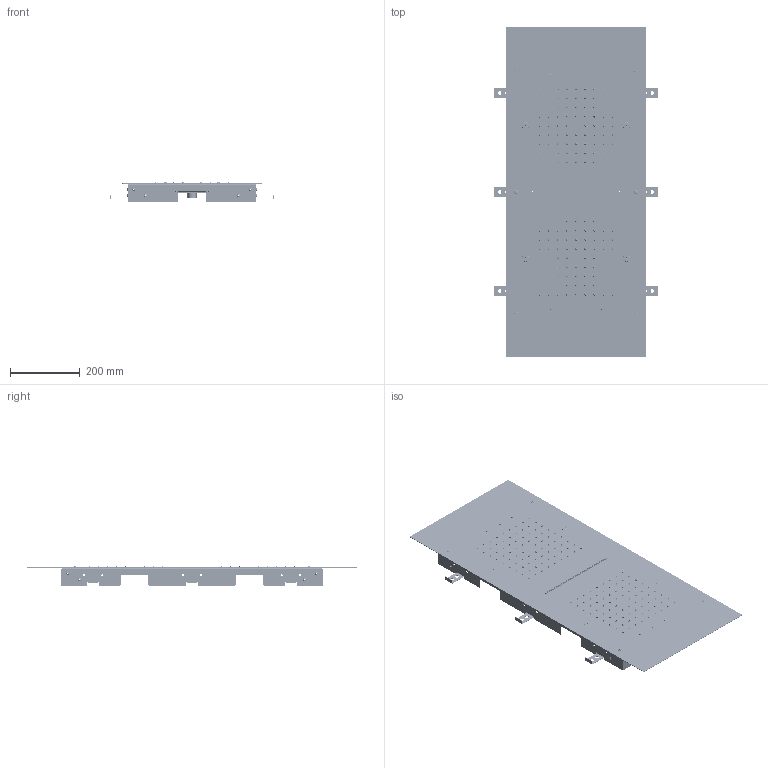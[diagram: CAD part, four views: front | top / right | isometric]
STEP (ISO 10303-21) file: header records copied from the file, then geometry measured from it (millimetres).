
FILE_DESCRIPTION(('STEP AP214'),'1');
FILE_NAME('Art.65253.stp','2023-06-12T05:34:43',(' '),(' '),'Spatial InterOp 3D',' ',' ');
FILE_SCHEMA(('AUTOMOTIVE_DESIGN { 1 0 10303 214 1 1 1 1 }'));
Length unit declared in the file: millimetre
Products named in the file (257): Art.65253; ASSEM1; 21313; S.00104; 21687RT; S.00317; GrR; 21656; 21687; 21684; S.00110; S.00207; S.00340; 21192; 21690; A.00075; GrT.RA070 (Est); A.00081; A.00082; T.RA070; GrCr; 21636; T.00320a; 21689; 21414; T.RA141; 24328; P.00100; 21261; 21688; M.1756; M-20874; M-20876; T.RA003; M-20875; T.RA063; 21691
Assembly tree (400 placements, depth 5):
  Art.65253
    ASSEM1
    21313
    21687RT
      S.00104  x8
        ASSEM1
        (unnamed)
        S.00104
      GrR  x4
        S.00317
          ASSEM1
          S.00317
        21656
      21687  x2
      21684  x2
    S.00110  x13
    S.00207  x13
      ASSEM1
      S.00207
    S.00340  x13
      ASSEM1
      (unnamed)
      (unnamed)
      (unnamed)
      (unnamed)
      (unnamed)
      (unnamed)
      (unnamed)
      (unnamed)
      S.00340
    21192  x3
    21690
    GrT.RA070 (Est)  x4
      A.00075
        ASSEM1
        A.00075
      A.00081
        ASSEM1
        A.00081
      A.00082
      T.RA070
        ASSEM1
        (unnamed)
        T.RA070
    GrCr  x2
      21636
      T.00320a
        ASSEM1
        (unnamed)
        (unnamed)
        (unnamed)
        (unnamed)
        (unnamed)
        (unnamed)
        (unnamed)
        (unnamed)
        (unnamed)
        (unnamed)
        (unnamed)
        (unnamed)
Bounding box: 468 x 950 x 56.3 mm (x, y, z)
Volume: 1274510.7 mm3; surface area: 2150549 mm2
Topology: 277 solids, 277 shells, 6834 faces, 16621 edges, 10741 vertices
Faces by surface type: cylinder 2302, plane 2134, torus 1900, cone 270, sphere 204, bspline 24
Full cylindrical faces by diameter (mm): 0.4 x13, 1 x4, 1.5 x164, 1.7 x160, 2.6 x16, 3.1 x160, 3.3 x173, 4 x13, 4.2 x8, 4.4 x13, 4.5 x4, 4.6 x13, 4.8 x16, 5 x336, 5.2 x40, 6 x28, 6.2 x22, 6.4 x8, 6.5 x4, 6.9 x8, 7 x6, 8 x8, 8.2 x8, 8.566 x4, 9.5 x4, 9.8 x8, 10 x166, 10.2 x8, 10.5 x12, 12 x13
Entity records: 64156 total; most frequent: DIRECTION 7761, CARTESIAN_POINT 6817, ORIENTED_EDGE 5314, AXIS2_PLACEMENT_3D 3228, EDGE_CURVE 2657, EDGE_LOOP 2338, VERTEX_POINT 1947, FACE_OUTER_BOUND 1606
